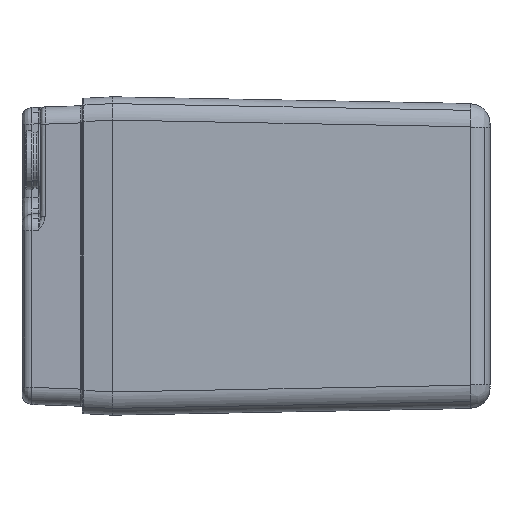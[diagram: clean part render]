
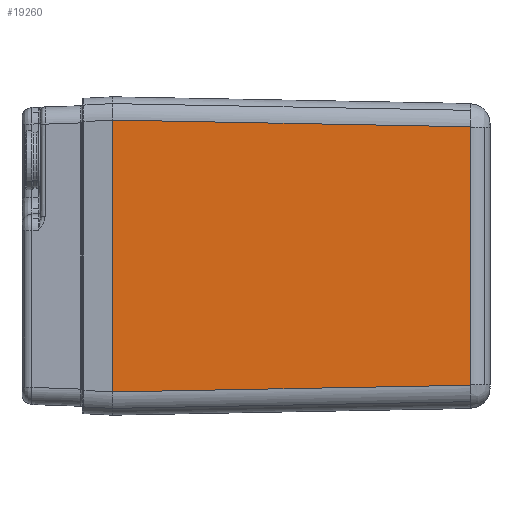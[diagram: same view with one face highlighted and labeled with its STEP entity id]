
A CAD part, left-side view. The second image highlights one B-rep face of the part: STEP entity #19260.
In plain terms, the highlighted planar face has unit normal (-1, -0.021, 0).
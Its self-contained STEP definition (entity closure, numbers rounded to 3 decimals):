
#1299 = EDGE_LOOP ( 'NONE', ( #9674, #9499, #17550, #11395 ) ) ;
#1937 = LINE ( 'NONE', #4838, #19760 ) ;
#1999 = CARTESIAN_POINT ( 'NONE',  ( -122.16, -107.612, -38.863 ) ) ;
#3016 = EDGE_CURVE ( 'NONE', #16538, #8292, #7851, .T. ) ;
#3528 = DIRECTION ( 'NONE',  ( -0.021, 1., -0.019 ) ) ;
#3915 = DIRECTION ( 'NONE',  ( 1., 0.021, 0. ) ) ;
#4067 = CARTESIAN_POINT ( 'NONE',  ( -124.424, 0., -40.878 ) ) ;
#4197 = EDGE_CURVE ( 'NONE', #13180, #8292, #8328, .T. ) ;
#4645 = CARTESIAN_POINT ( 'NONE',  ( -124.424, 0., 40.873 ) ) ;
#4838 = CARTESIAN_POINT ( 'NONE',  ( -124.424, 0.013, 0. ) ) ;
#4949 = DIRECTION ( 'NONE',  ( 0., 0., 1. ) ) ;
#5020 = CARTESIAN_POINT ( 'NONE',  ( -124.424, 0., 40.878 ) ) ;
#5040 = CARTESIAN_POINT ( 'NONE',  ( -122.16, -107.612, 38.863 ) ) ;
#6059 = VERTEX_POINT ( 'NONE', #4067 ) ;
#7525 = VECTOR ( 'NONE', #17621, 1000. ) ;
#7851 = LINE ( 'NONE', #4645, #7525 ) ;
#8040 = DIRECTION ( 'NONE',  ( 0., 0., 1. ) ) ;
#8238 = VECTOR ( 'NONE', #3528, 1000. ) ;
#8292 = VERTEX_POINT ( 'NONE', #5040 ) ;
#8328 = LINE ( 'NONE', #16329, #13474 ) ;
#9499 = ORIENTED_EDGE ( 'NONE', *, *, #3016, .F. ) ;
#9674 = ORIENTED_EDGE ( 'NONE', *, *, #4197, .T. ) ;
#9801 = FACE_OUTER_BOUND ( 'NONE', #1299, .T. ) ;
#11372 = AXIS2_PLACEMENT_3D ( 'NONE', #19376, #3915, #17919 ) ;
#11376 = LINE ( 'NONE', #17732, #8238 ) ;
#11395 = ORIENTED_EDGE ( 'NONE', *, *, #12157, .F. ) ;
#12157 = EDGE_CURVE ( 'NONE', #13180, #6059, #11376, .T. ) ;
#13013 = PLANE ( 'NONE',  #11372 ) ;
#13180 = VERTEX_POINT ( 'NONE', #1999 ) ;
#13474 = VECTOR ( 'NONE', #8040, 1000. ) ;
#16089 = EDGE_CURVE ( 'NONE', #6059, #16538, #1937, .T. ) ;
#16329 = CARTESIAN_POINT ( 'NONE',  ( -122.16, -107.612, 38.863 ) ) ;
#16538 = VERTEX_POINT ( 'NONE', #5020 ) ;
#17550 = ORIENTED_EDGE ( 'NONE', *, *, #16089, .F. ) ;
#17621 = DIRECTION ( 'NONE',  ( 0.021, -1., -0.019 ) ) ;
#17732 = CARTESIAN_POINT ( 'NONE',  ( -122.16, -107.612, -38.863 ) ) ;
#17919 = DIRECTION ( 'NONE',  ( 0., 0., 1. ) ) ;
#19260 = ADVANCED_FACE ( 'NONE', ( #9801 ), #13013, .F. ) ;
#19376 = CARTESIAN_POINT ( 'NONE',  ( -124.426, 0.119, 0. ) ) ;
#19760 = VECTOR ( 'NONE', #4949, 1000. ) ;
